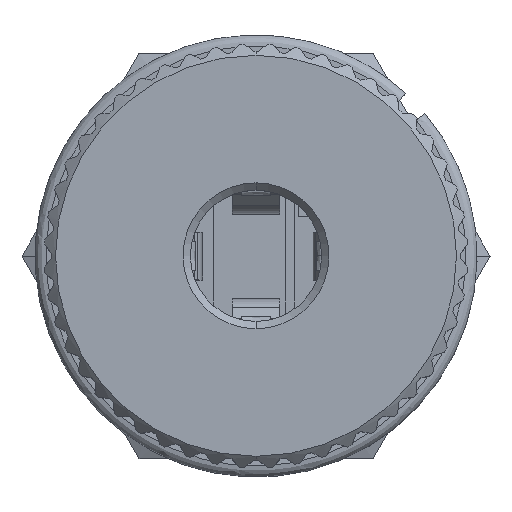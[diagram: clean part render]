
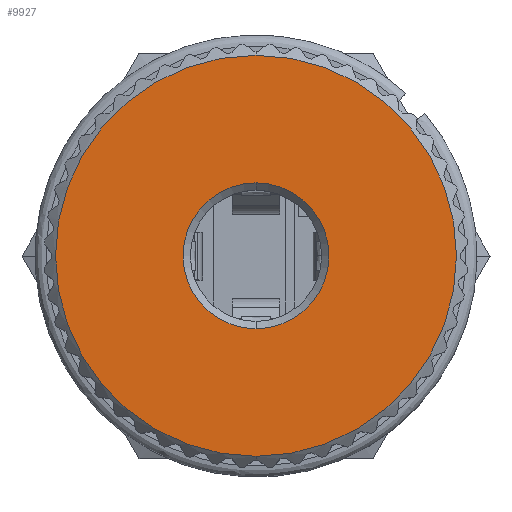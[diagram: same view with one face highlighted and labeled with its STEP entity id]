
A CAD part, top view. The second image highlights one B-rep face of the part: STEP entity #9927.
In plain terms, the highlighted face is planar.
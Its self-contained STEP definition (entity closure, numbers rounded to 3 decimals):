
#14 = DIRECTION ( 'NONE',  ( 1., 0., 0. ) ) ;
#49 = FACE_OUTER_BOUND ( 'NONE', #12828, .T. ) ;
#418 = CIRCLE ( 'NONE', #14666, 1.98 ) ;
#1589 = AXIS2_PLACEMENT_3D ( 'NONE', #2506, #6521, #4643 ) ;
#2506 = CARTESIAN_POINT ( 'NONE',  ( 0., 0., 0. ) ) ;
#2702 = EDGE_CURVE ( 'NONE', #12654, #15614, #2983, .T. ) ;
#2760 = DIRECTION ( 'NONE',  ( 0., 0., -1. ) ) ;
#2983 = CIRCLE ( 'NONE', #14835, 5.442 ) ;
#3999 = FACE_BOUND ( 'NONE', #11734, .T. ) ;
#4625 = PLANE ( 'NONE',  #24438 ) ;
#4643 = DIRECTION ( 'NONE',  ( 0., 0., -1. ) ) ;
#5030 = AXIS2_PLACEMENT_3D ( 'NONE', #15295, #11558, #25073 ) ;
#5863 = DIRECTION ( 'NONE',  ( 1., 0., 0. ) ) ;
#6521 = DIRECTION ( 'NONE',  ( 1., 0., 0. ) ) ;
#7249 = CIRCLE ( 'NONE', #1589, 5.442 ) ;
#8060 = ORIENTED_EDGE ( 'NONE', *, *, #14860, .F. ) ;
#9701 = CIRCLE ( 'NONE', #5030, 1.98 ) ;
#9717 = CARTESIAN_POINT ( 'NONE',  ( 0., 0., 5.442 ) ) ;
#9900 = CARTESIAN_POINT ( 'NONE',  ( 0., 0., -1.98 ) ) ;
#9927 = ADVANCED_FACE ( 'NONE', ( #3999, #49 ), #4625, .F. ) ;
#10569 = DIRECTION ( 'NONE',  ( 1., 0., 0. ) ) ;
#11558 = DIRECTION ( 'NONE',  ( 1., 0., 0. ) ) ;
#11734 = EDGE_LOOP ( 'NONE', ( #22753, #17215 ) ) ;
#12417 = CARTESIAN_POINT ( 'NONE',  ( 0., 0., 0. ) ) ;
#12654 = VERTEX_POINT ( 'NONE', #9717 ) ;
#12828 = EDGE_LOOP ( 'NONE', ( #8060, #13992 ) ) ;
#13963 = EDGE_CURVE ( 'NONE', #17661, #19669, #9701, .T. ) ;
#13992 = ORIENTED_EDGE ( 'NONE', *, *, #2702, .F. ) ;
#14666 = AXIS2_PLACEMENT_3D ( 'NONE', #15857, #14, #19512 ) ;
#14835 = AXIS2_PLACEMENT_3D ( 'NONE', #19406, #5863, #15326 ) ;
#14860 = EDGE_CURVE ( 'NONE', #15614, #12654, #7249, .T. ) ;
#15295 = CARTESIAN_POINT ( 'NONE',  ( 0., 0., 0. ) ) ;
#15326 = DIRECTION ( 'NONE',  ( 0., 0., -1. ) ) ;
#15614 = VERTEX_POINT ( 'NONE', #21029 ) ;
#15857 = CARTESIAN_POINT ( 'NONE',  ( 0., 0., 0. ) ) ;
#16564 = CARTESIAN_POINT ( 'NONE',  ( 0., 0., 1.98 ) ) ;
#17215 = ORIENTED_EDGE ( 'NONE', *, *, #19090, .T. ) ;
#17661 = VERTEX_POINT ( 'NONE', #16564 ) ;
#19090 = EDGE_CURVE ( 'NONE', #19669, #17661, #418, .T. ) ;
#19406 = CARTESIAN_POINT ( 'NONE',  ( 0., 0., 0. ) ) ;
#19512 = DIRECTION ( 'NONE',  ( 0., 0., -1. ) ) ;
#19669 = VERTEX_POINT ( 'NONE', #9900 ) ;
#21029 = CARTESIAN_POINT ( 'NONE',  ( 0., 0., -5.442 ) ) ;
#22753 = ORIENTED_EDGE ( 'NONE', *, *, #13963, .T. ) ;
#24438 = AXIS2_PLACEMENT_3D ( 'NONE', #12417, #10569, #2760 ) ;
#25073 = DIRECTION ( 'NONE',  ( 0., 0., -1. ) ) ;
